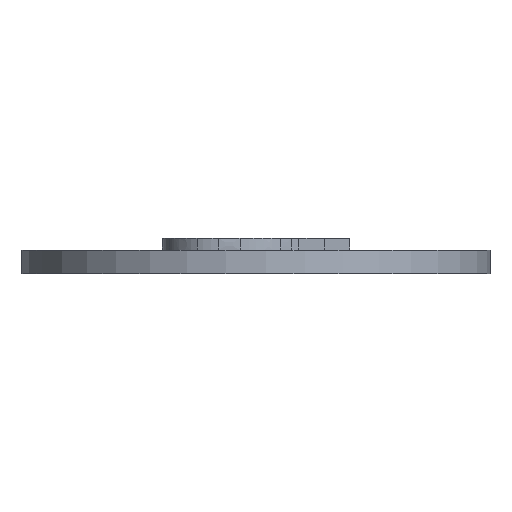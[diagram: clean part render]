
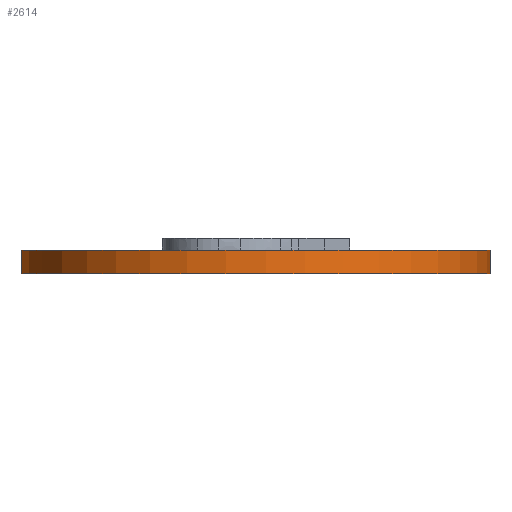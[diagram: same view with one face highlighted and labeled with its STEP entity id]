
A CAD part, front view. The second image highlights one B-rep face of the part: STEP entity #2614.
In plain terms, the highlighted cylindrical face has radius 20 mm (diameter 40 mm), a partial arc.
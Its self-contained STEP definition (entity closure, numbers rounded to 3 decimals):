
#22 = VERTEX_POINT('',#23);
#23 = CARTESIAN_POINT('',(54.524,19.111,2.));
#24 = VERTEX_POINT('',#25);
#25 = CARTESIAN_POINT('',(42.732,19.111,2.));
#33 = CYLINDRICAL_SURFACE('',#34,6.);
#34 = AXIS2_PLACEMENT_3D('',#35,#36,#37);
#35 = CARTESIAN_POINT('',(48.628,18.,0.));
#36 = DIRECTION('',(0.,0.,1.));
#37 = DIRECTION('',(1.,0.,0.));
#45 = PLANE('',#46);
#46 = AXIS2_PLACEMENT_3D('',#47,#48,#49);
#47 = CARTESIAN_POINT('',(49.369,2.001,2.));
#48 = DIRECTION('',(0.,0.,1.));
#49 = DIRECTION('',(1.,0.,0.));
#57 = EDGE_CURVE('',#58,#22,#60,.T.);
#58 = VERTEX_POINT('',#59);
#59 = CARTESIAN_POINT('',(54.524,19.111,0.));
#60 = SURFACE_CURVE('',#61,(#65,#71),.PCURVE_S1.);
#61 = LINE('',#62,#63);
#62 = CARTESIAN_POINT('',(54.524,19.111,0.));
#63 = VECTOR('',#64,1.);
#64 = DIRECTION('',(0.,0.,1.));
#65 = PCURVE('',#33,#66);
#66 = DEFINITIONAL_REPRESENTATION('',(#67),#70);
#67 = B_SPLINE_CURVE_WITH_KNOTS('',1,(#68,#69),.UNSPECIFIED.,.F.,.F.,(2,
    2),(0.,2.),.PIECEWISE_BEZIER_KNOTS.);
#68 = CARTESIAN_POINT('',(0.186,0.));
#69 = CARTESIAN_POINT('',(0.186,2.));
#70 = ( GEOMETRIC_REPRESENTATION_CONTEXT(2) 
PARAMETRIC_REPRESENTATION_CONTEXT() REPRESENTATION_CONTEXT('2D SPACE',''
  ) );
#71 = PCURVE('',#72,#77);
#72 = CYLINDRICAL_SURFACE('',#73,20.);
#73 = AXIS2_PLACEMENT_3D('',#74,#75,#76);
#74 = CARTESIAN_POINT('',(48.628,0.,0.));
#75 = DIRECTION('',(0.,0.,1.));
#76 = DIRECTION('',(1.,0.,0.));
#77 = DEFINITIONAL_REPRESENTATION('',(#78),#82);
#78 = LINE('',#79,#80);
#79 = CARTESIAN_POINT('',(7.555,0.));
#80 = VECTOR('',#81,1.);
#81 = DIRECTION('',(0.,1.));
#82 = ( GEOMETRIC_REPRESENTATION_CONTEXT(2) 
PARAMETRIC_REPRESENTATION_CONTEXT() REPRESENTATION_CONTEXT('2D SPACE',''
  ) );
#85 = VERTEX_POINT('',#86);
#86 = CARTESIAN_POINT('',(42.732,19.111,0.));
#101 = PLANE('',#102);
#102 = AXIS2_PLACEMENT_3D('',#103,#104,#105);
#103 = CARTESIAN_POINT('',(49.369,2.001,0.));
#104 = DIRECTION('',(-0.,-0.,-1.));
#105 = DIRECTION('',(-1.,0.,0.));
#117 = EDGE_CURVE('',#85,#24,#118,.T.);
#118 = SURFACE_CURVE('',#119,(#123,#129),.PCURVE_S1.);
#119 = LINE('',#120,#121);
#120 = CARTESIAN_POINT('',(42.732,19.111,0.));
#121 = VECTOR('',#122,1.);
#122 = DIRECTION('',(0.,0.,1.));
#123 = PCURVE('',#33,#124);
#124 = DEFINITIONAL_REPRESENTATION('',(#125),#128);
#125 = B_SPLINE_CURVE_WITH_KNOTS('',1,(#126,#127),.UNSPECIFIED.,.F.,.F.,
  (2,2),(0.,2.),.PIECEWISE_BEZIER_KNOTS.);
#126 = CARTESIAN_POINT('',(2.955,0.));
#127 = CARTESIAN_POINT('',(2.955,2.));
#128 = ( GEOMETRIC_REPRESENTATION_CONTEXT(2) 
PARAMETRIC_REPRESENTATION_CONTEXT() REPRESENTATION_CONTEXT('2D SPACE',''
  ) );
#129 = PCURVE('',#72,#130);
#130 = DEFINITIONAL_REPRESENTATION('',(#131),#135);
#131 = LINE('',#132,#133);
#132 = CARTESIAN_POINT('',(1.87,0.));
#133 = VECTOR('',#134,1.);
#134 = DIRECTION('',(0.,1.));
#135 = ( GEOMETRIC_REPRESENTATION_CONTEXT(2) 
PARAMETRIC_REPRESENTATION_CONTEXT() REPRESENTATION_CONTEXT('2D SPACE',''
  ) );
#140 = EDGE_CURVE('',#24,#141,#143,.T.);
#141 = VERTEX_POINT('',#142);
#142 = CARTESIAN_POINT('',(68.628,0.,2.));
#143 = SURFACE_CURVE('',#144,(#149,#156),.PCURVE_S1.);
#144 = CIRCLE('',#145,20.);
#145 = AXIS2_PLACEMENT_3D('',#146,#147,#148);
#146 = CARTESIAN_POINT('',(48.628,0.,2.));
#147 = DIRECTION('',(0.,0.,1.));
#148 = DIRECTION('',(1.,0.,0.));
#149 = PCURVE('',#45,#150);
#150 = DEFINITIONAL_REPRESENTATION('',(#151),#155);
#151 = CIRCLE('',#152,20.);
#152 = AXIS2_PLACEMENT_2D('',#153,#154);
#153 = CARTESIAN_POINT('',(-0.741,-2.001));
#154 = DIRECTION('',(1.,0.));
#155 = ( GEOMETRIC_REPRESENTATION_CONTEXT(2) 
PARAMETRIC_REPRESENTATION_CONTEXT() REPRESENTATION_CONTEXT('2D SPACE',''
  ) );
#156 = PCURVE('',#72,#157);
#157 = DEFINITIONAL_REPRESENTATION('',(#158),#162);
#158 = LINE('',#159,#160);
#159 = CARTESIAN_POINT('',(0.,2.));
#160 = VECTOR('',#161,1.);
#161 = DIRECTION('',(1.,0.));
#162 = ( GEOMETRIC_REPRESENTATION_CONTEXT(2) 
PARAMETRIC_REPRESENTATION_CONTEXT() REPRESENTATION_CONTEXT('2D SPACE',''
  ) );
#164 = EDGE_CURVE('',#141,#22,#165,.T.);
#165 = SURFACE_CURVE('',#166,(#171,#178),.PCURVE_S1.);
#166 = CIRCLE('',#167,20.);
#167 = AXIS2_PLACEMENT_3D('',#168,#169,#170);
#168 = CARTESIAN_POINT('',(48.628,0.,2.));
#169 = DIRECTION('',(0.,0.,1.));
#170 = DIRECTION('',(1.,0.,0.));
#171 = PCURVE('',#45,#172);
#172 = DEFINITIONAL_REPRESENTATION('',(#173),#177);
#173 = CIRCLE('',#174,20.);
#174 = AXIS2_PLACEMENT_2D('',#175,#176);
#175 = CARTESIAN_POINT('',(-0.741,-2.001));
#176 = DIRECTION('',(1.,0.));
#177 = ( GEOMETRIC_REPRESENTATION_CONTEXT(2) 
PARAMETRIC_REPRESENTATION_CONTEXT() REPRESENTATION_CONTEXT('2D SPACE',''
  ) );
#178 = PCURVE('',#72,#179);
#179 = DEFINITIONAL_REPRESENTATION('',(#180),#184);
#180 = LINE('',#181,#182);
#181 = CARTESIAN_POINT('',(6.283,2.));
#182 = VECTOR('',#183,1.);
#183 = DIRECTION('',(1.,0.));
#184 = ( GEOMETRIC_REPRESENTATION_CONTEXT(2) 
PARAMETRIC_REPRESENTATION_CONTEXT() REPRESENTATION_CONTEXT('2D SPACE',''
  ) );
#2614 = ADVANCED_FACE('',(#2615),#72,.T.);
#2615 = FACE_BOUND('',#2616,.T.);
#2616 = EDGE_LOOP('',(#2617,#2645,#2646,#2647,#2648,#2649));
#2617 = ORIENTED_EDGE('',*,*,#2618,.T.);
#2618 = EDGE_CURVE('',#2619,#58,#2621,.T.);
#2619 = VERTEX_POINT('',#2620);
#2620 = CARTESIAN_POINT('',(68.628,0.,0.));
#2621 = SURFACE_CURVE('',#2622,(#2627,#2634),.PCURVE_S1.);
#2622 = CIRCLE('',#2623,20.);
#2623 = AXIS2_PLACEMENT_3D('',#2624,#2625,#2626);
#2624 = CARTESIAN_POINT('',(48.628,0.,0.));
#2625 = DIRECTION('',(0.,0.,1.));
#2626 = DIRECTION('',(1.,0.,0.));
#2627 = PCURVE('',#72,#2628);
#2628 = DEFINITIONAL_REPRESENTATION('',(#2629),#2633);
#2629 = LINE('',#2630,#2631);
#2630 = CARTESIAN_POINT('',(6.283,0.));
#2631 = VECTOR('',#2632,1.);
#2632 = DIRECTION('',(1.,0.));
#2633 = ( GEOMETRIC_REPRESENTATION_CONTEXT(2) 
PARAMETRIC_REPRESENTATION_CONTEXT() REPRESENTATION_CONTEXT('2D SPACE',''
  ) );
#2634 = PCURVE('',#101,#2635);
#2635 = DEFINITIONAL_REPRESENTATION('',(#2636),#2644);
#2636 = ( BOUNDED_CURVE() B_SPLINE_CURVE(2,(#2637,#2638,#2639,#2640,
#2641,#2642,#2643),.UNSPECIFIED.,.T.,.F.) B_SPLINE_CURVE_WITH_KNOTS((1,2
    ,2,2,2,1),(-2.094,0.,2.094,4.189,
6.283,8.378),.UNSPECIFIED.) CURVE() 
GEOMETRIC_REPRESENTATION_ITEM() RATIONAL_B_SPLINE_CURVE((1.,0.5,1.,0.5,
1.,0.5,1.)) REPRESENTATION_ITEM('') );
#2637 = CARTESIAN_POINT('',(-19.259,-2.001));
#2638 = CARTESIAN_POINT('',(-19.259,32.64));
#2639 = CARTESIAN_POINT('',(10.741,15.32));
#2640 = CARTESIAN_POINT('',(40.741,-2.001));
#2641 = CARTESIAN_POINT('',(10.741,-19.321));
#2642 = CARTESIAN_POINT('',(-19.259,-36.642));
#2643 = CARTESIAN_POINT('',(-19.259,-2.001));
#2644 = ( GEOMETRIC_REPRESENTATION_CONTEXT(2) 
PARAMETRIC_REPRESENTATION_CONTEXT() REPRESENTATION_CONTEXT('2D SPACE',''
  ) );
#2645 = ORIENTED_EDGE('',*,*,#57,.T.);
#2646 = ORIENTED_EDGE('',*,*,#164,.F.);
#2647 = ORIENTED_EDGE('',*,*,#140,.F.);
#2648 = ORIENTED_EDGE('',*,*,#117,.F.);
#2649 = ORIENTED_EDGE('',*,*,#2650,.T.);
#2650 = EDGE_CURVE('',#85,#2619,#2651,.T.);
#2651 = SURFACE_CURVE('',#2652,(#2657,#2664),.PCURVE_S1.);
#2652 = CIRCLE('',#2653,20.);
#2653 = AXIS2_PLACEMENT_3D('',#2654,#2655,#2656);
#2654 = CARTESIAN_POINT('',(48.628,0.,0.));
#2655 = DIRECTION('',(0.,0.,1.));
#2656 = DIRECTION('',(1.,0.,0.));
#2657 = PCURVE('',#72,#2658);
#2658 = DEFINITIONAL_REPRESENTATION('',(#2659),#2663);
#2659 = LINE('',#2660,#2661);
#2660 = CARTESIAN_POINT('',(0.,0.));
#2661 = VECTOR('',#2662,1.);
#2662 = DIRECTION('',(1.,0.));
#2663 = ( GEOMETRIC_REPRESENTATION_CONTEXT(2) 
PARAMETRIC_REPRESENTATION_CONTEXT() REPRESENTATION_CONTEXT('2D SPACE',''
  ) );
#2664 = PCURVE('',#101,#2665);
#2665 = DEFINITIONAL_REPRESENTATION('',(#2666),#2674);
#2666 = ( BOUNDED_CURVE() B_SPLINE_CURVE(2,(#2667,#2668,#2669,#2670,
#2671,#2672,#2673),.UNSPECIFIED.,.T.,.F.) B_SPLINE_CURVE_WITH_KNOTS((1,2
    ,2,2,2,1),(-2.094,0.,2.094,4.189,
6.283,8.378),.UNSPECIFIED.) CURVE() 
GEOMETRIC_REPRESENTATION_ITEM() RATIONAL_B_SPLINE_CURVE((1.,0.5,1.,0.5,
1.,0.5,1.)) REPRESENTATION_ITEM('') );
#2667 = CARTESIAN_POINT('',(-19.259,-2.001));
#2668 = CARTESIAN_POINT('',(-19.259,32.64));
#2669 = CARTESIAN_POINT('',(10.741,15.32));
#2670 = CARTESIAN_POINT('',(40.741,-2.001));
#2671 = CARTESIAN_POINT('',(10.741,-19.321));
#2672 = CARTESIAN_POINT('',(-19.259,-36.642));
#2673 = CARTESIAN_POINT('',(-19.259,-2.001));
#2674 = ( GEOMETRIC_REPRESENTATION_CONTEXT(2) 
PARAMETRIC_REPRESENTATION_CONTEXT() REPRESENTATION_CONTEXT('2D SPACE',''
  ) );
